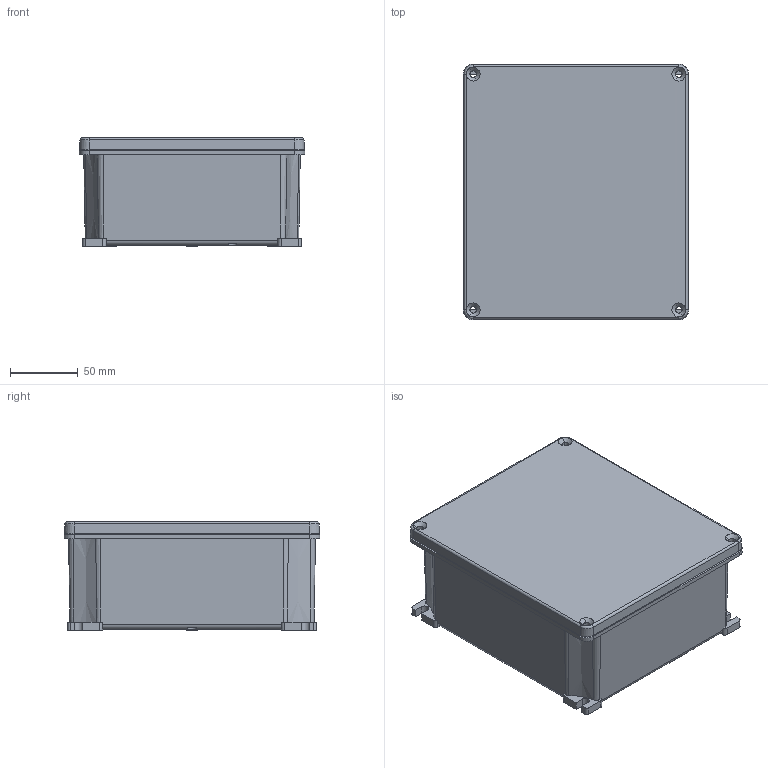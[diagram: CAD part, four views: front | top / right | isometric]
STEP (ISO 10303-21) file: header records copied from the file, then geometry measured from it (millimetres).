
FILE_DESCRIPTION((''),'2;1');
FILE_NAME('GW76264_SW0001','2021-04-01T10:32:31',('User'),('Axiro Italia'),'CREO PARAMETRIC BY PTC INC, 2020354','CREO PARAMETRIC BY PTC INC, 2020354','');
FILE_SCHEMA(('CONFIG_CONTROL_DESIGN'));
Length unit declared in the file: millimetre
Products named in the file (1): GW76264_SW0001
Bounding box: 166.7 x 189.2 x 80.15 mm (x, y, z)
Volume: 2280553.5 mm3; surface area: 119595.7 mm2
Topology: 1 solids, 1 shells, 173 faces, 480 edges, 320 vertices
Faces by surface type: plane 79, cylinder 48, cone 38, torus 4, bspline 4
Entity records: 6207 total; most frequent: CARTESIAN_POINT 1626, ORIENTED_EDGE 960, DIRECTION 954, EDGE_CURVE 480, AXIS2_PLACEMENT_3D 343, VERTEX_POINT 320, VECTOR 268, LINE 268
